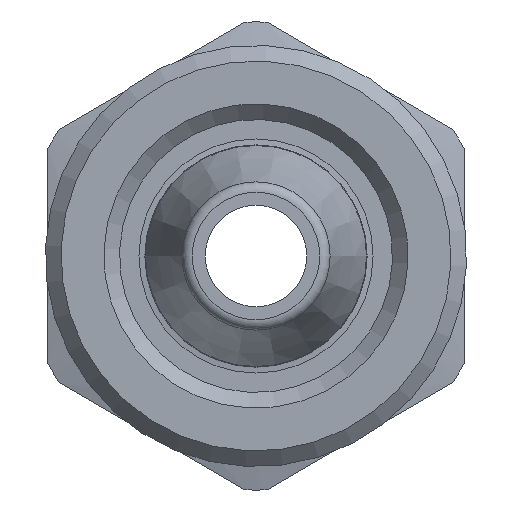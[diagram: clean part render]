
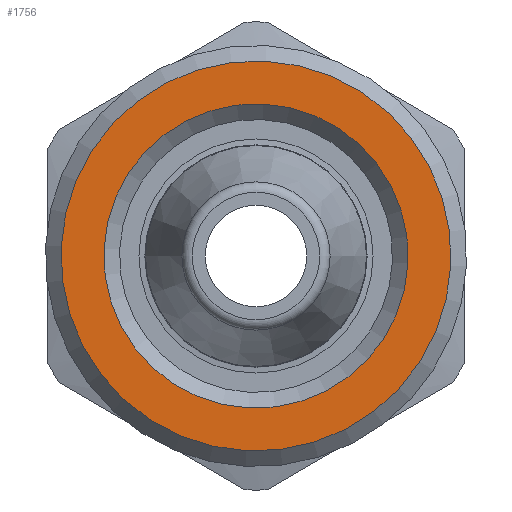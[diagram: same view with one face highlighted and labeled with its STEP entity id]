
A CAD part, left-side view. The second image highlights one B-rep face of the part: STEP entity #1756.
In plain terms, the highlighted planar face has unit normal (-1, 0, 0).
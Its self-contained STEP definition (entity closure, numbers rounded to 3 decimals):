
#1725=CARTESIAN_POINT('',(0.0,2.925,0.));
#1726=VERTEX_POINT('',#1725);
#1727=CARTESIAN_POINT('',(0.0,0.0,0.0));
#1728=DIRECTION('',(-1.0,0.0,0.0));
#1729=DIRECTION('',(0.0,-1.0,0.0));
#1730=AXIS2_PLACEMENT_3D('',#1727,#1728,#1729);
#1731=CIRCLE('',#1730,2.925);
#1732=EDGE_CURVE('',#1726,#1726,#1731,.T.);
#1737=CARTESIAN_POINT('',(0.0,3.338,0.0));
#1738=DIRECTION('',(-1.0,0.0,0.0));
#1739=DIRECTION('',(0.0,0.0,1.0));
#1740=AXIS2_PLACEMENT_3D('',#1737,#1738,#1739);
#1741=PLANE('',#1740);
#1742=CARTESIAN_POINT('',(0.0,3.75,0.));
#1743=VERTEX_POINT('',#1742);
#1744=CARTESIAN_POINT('',(0.0,0.0,0.0));
#1745=DIRECTION('',(1.0,0.0,0.0));
#1746=DIRECTION('',(0.0,-1.0,0.0));
#1747=AXIS2_PLACEMENT_3D('',#1744,#1745,#1746);
#1748=CIRCLE('',#1747,3.75);
#1749=EDGE_CURVE('',#1743,#1743,#1748,.T.);
#1750=ORIENTED_EDGE('',*,*,#1749,.F.);
#1751=EDGE_LOOP('',(#1750));
#1752=FACE_OUTER_BOUND('',#1751,.T.);
#1753=ORIENTED_EDGE('',*,*,#1732,.F.);
#1754=EDGE_LOOP('',(#1753));
#1755=FACE_BOUND('',#1754,.T.);
#1756=ADVANCED_FACE('',(#1752,#1755),#1741,.T.);
